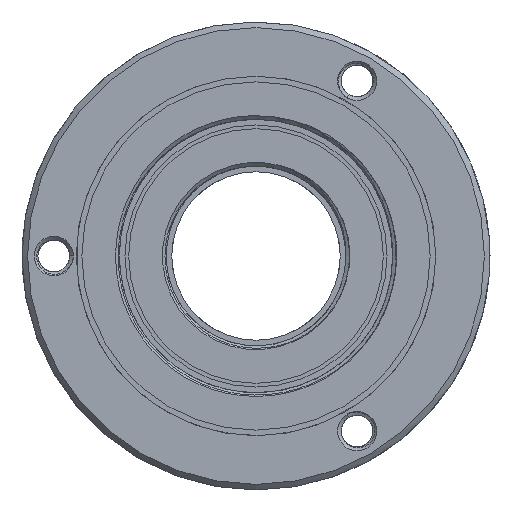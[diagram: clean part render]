
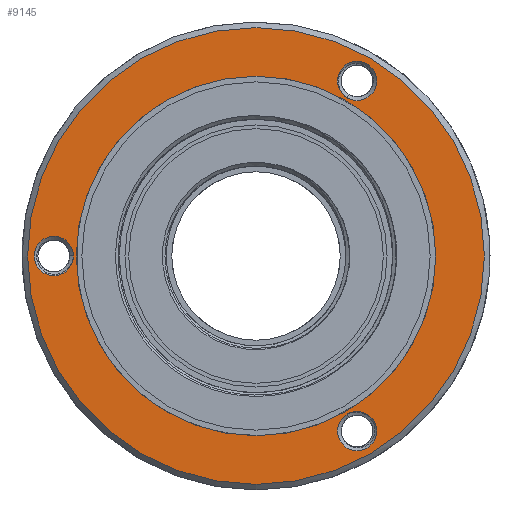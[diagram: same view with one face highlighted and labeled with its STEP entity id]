
A CAD part, left-side view. The second image highlights one B-rep face of the part: STEP entity #9145.
In plain terms, the highlighted planar face has unit normal (-1, 0, 0).
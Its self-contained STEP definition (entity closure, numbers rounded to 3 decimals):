
#485 = EDGE_LOOP ( 'NONE', ( #16396 ) ) ;
#487 = ORIENTED_EDGE ( 'NONE', *, *, #20506, .T. ) ;
#719 = CIRCLE ( 'NONE', #6116, 1.05 ) ;
#1461 = CIRCLE ( 'NONE', #11787, 1.05 ) ;
#1534 = ORIENTED_EDGE ( 'NONE', *, *, #18942, .F. ) ;
#1780 = AXIS2_PLACEMENT_3D ( 'NONE', #2904, #11634, #9659 ) ;
#2904 = CARTESIAN_POINT ( 'NONE',  ( 9., 0., 0. ) ) ;
#3049 = VERTEX_POINT ( 'NONE', #15856 ) ;
#3218 = DIRECTION ( 'NONE',  ( 1., 0., 0. ) ) ;
#3275 = EDGE_CURVE ( 'NONE', #27325, #27325, #719, .T. ) ;
#4029 = CARTESIAN_POINT ( 'NONE',  ( 9., 0., 0. ) ) ;
#4479 = DIRECTION ( 'NONE',  ( 1., 0., 0. ) ) ;
#5290 = VERTEX_POINT ( 'NONE', #13899 ) ;
#5423 = CARTESIAN_POINT ( 'NONE',  ( 9., 10.8, -1.05 ) ) ;
#6005 = AXIS2_PLACEMENT_3D ( 'NONE', #4029, #25704, #12510 ) ;
#6116 = AXIS2_PLACEMENT_3D ( 'NONE', #6887, #17207, #17486 ) ;
#6260 = CIRCLE ( 'NONE', #1780, 12.2 ) ;
#6467 = EDGE_CURVE ( 'NONE', #19671, #19671, #6260, .T. ) ;
#6879 = FACE_BOUND ( 'NONE', #9000, .T. ) ;
#6887 = CARTESIAN_POINT ( 'NONE',  ( 9., -5.4, -9.353 ) ) ;
#7835 = EDGE_LOOP ( 'NONE', ( #13136 ) ) ;
#8292 = DIRECTION ( 'NONE',  ( 0., 0., -1. ) ) ;
#8894 = FACE_BOUND ( 'NONE', #14956, .T. ) ;
#9000 = EDGE_LOOP ( 'NONE', ( #487 ) ) ;
#9145 = ADVANCED_FACE ( 'NONE', ( #26880, #17754, #8894, #6879, #22500 ), #17611, .F. ) ;
#9659 = DIRECTION ( 'NONE',  ( 0., 0., -1. ) ) ;
#11398 = CIRCLE ( 'NONE', #6005, 9.6 ) ;
#11576 = EDGE_LOOP ( 'NONE', ( #1534 ) ) ;
#11634 = DIRECTION ( 'NONE',  ( -1., 0., 0. ) ) ;
#11787 = AXIS2_PLACEMENT_3D ( 'NONE', #16886, #4479, #8292 ) ;
#12510 = DIRECTION ( 'NONE',  ( 0., 0., 1. ) ) ;
#13136 = ORIENTED_EDGE ( 'NONE', *, *, #16454, .T. ) ;
#13899 = CARTESIAN_POINT ( 'NONE',  ( 9., 0., 9.6 ) ) ;
#13986 = CARTESIAN_POINT ( 'NONE',  ( 9., -5.4, 9.353 ) ) ;
#14914 = AXIS2_PLACEMENT_3D ( 'NONE', #20552, #3218, #24870 ) ;
#14956 = EDGE_LOOP ( 'NONE', ( #17711 ) ) ;
#15493 = CIRCLE ( 'NONE', #22690, 1.05 ) ;
#15856 = CARTESIAN_POINT ( 'NONE',  ( 9., -5.4, 8.303 ) ) ;
#16396 = ORIENTED_EDGE ( 'NONE', *, *, #6467, .T. ) ;
#16454 = EDGE_CURVE ( 'NONE', #3049, #3049, #15493, .T. ) ;
#16618 = CARTESIAN_POINT ( 'NONE',  ( 9., 0., -12.2 ) ) ;
#16886 = CARTESIAN_POINT ( 'NONE',  ( 9., 10.8, 0. ) ) ;
#17207 = DIRECTION ( 'NONE',  ( 1., 0., 0. ) ) ;
#17486 = DIRECTION ( 'NONE',  ( 0., 0., -1. ) ) ;
#17611 = PLANE ( 'NONE',  #14914 ) ;
#17711 = ORIENTED_EDGE ( 'NONE', *, *, #3275, .T. ) ;
#17754 = FACE_BOUND ( 'NONE', #7835, .T. ) ;
#17922 = DIRECTION ( 'NONE',  ( 0., 0., -1. ) ) ;
#18942 = EDGE_CURVE ( 'NONE', #5290, #5290, #11398, .T. ) ;
#19671 = VERTEX_POINT ( 'NONE', #16618 ) ;
#20506 = EDGE_CURVE ( 'NONE', #24692, #24692, #1461, .T. ) ;
#20552 = CARTESIAN_POINT ( 'NONE',  ( 9., 12.5, 0. ) ) ;
#22500 = FACE_BOUND ( 'NONE', #11576, .T. ) ;
#22690 = AXIS2_PLACEMENT_3D ( 'NONE', #13986, #26789, #17922 ) ;
#24692 = VERTEX_POINT ( 'NONE', #5423 ) ;
#24870 = DIRECTION ( 'NONE',  ( 0., 0., -1. ) ) ;
#25704 = DIRECTION ( 'NONE',  ( -1., 0., 0. ) ) ;
#26116 = CARTESIAN_POINT ( 'NONE',  ( 9., -5.4, -10.403 ) ) ;
#26789 = DIRECTION ( 'NONE',  ( 1., 0., 0. ) ) ;
#26880 = FACE_OUTER_BOUND ( 'NONE', #485, .T. ) ;
#27325 = VERTEX_POINT ( 'NONE', #26116 ) ;
